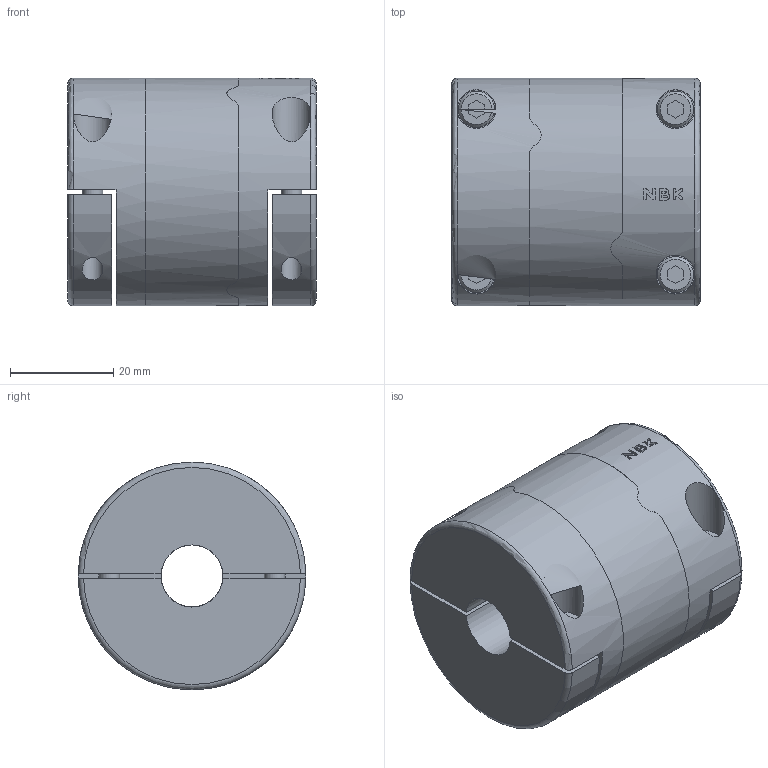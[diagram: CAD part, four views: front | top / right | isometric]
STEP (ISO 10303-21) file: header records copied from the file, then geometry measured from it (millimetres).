
FILE_DESCRIPTION(/* description */ ('STEP AP214'),/* implementation_level */ '2;1');
FILE_NAME(/* name */ 'XGT-44C-12-12',/* time_stamp */ '2024-06-05T11:08:28+02:00',/* author */ ('License CC BY-ND 4.0'),/* organization */ ('CADENAS'),/* preprocessor_version */ 'ST-DEVELOPER v19.3',/* originating_system */ 'PARTsolutions',/* authorisation */ ' ');
FILE_SCHEMA (('AUTOMOTIVE_DESIGN {1 0 10303 214 3 1 1}'));
Length unit declared in the file: millimetre
Products named in the file (4): XGT-44C-12-12; XGT-44C - 12-12 - Hub 1; XGT-44C - 12-12 - Anti-Vibration Rubber; XGT-44C - 12-12 - Hub 2
Assembly tree (3 placements, depth 2):
  XGT-44C-12-12
    XGT-44C - 12-12 - Hub 1
    XGT-44C - 12-12 - Anti-Vibration Rubber
    XGT-44C - 12-12 - Hub 2
Bounding box: 48 x 44 x 44 mm (x, y, z)
Volume: 63794.9 mm3; surface area: 22586.2 mm2
Topology: 3 solids, 3 shells, 163 faces, 395 edges, 261 vertices
Faces by surface type: plane 111, cylinder 44, torus 4, cone 4
Full cylindrical faces by diameter (mm): 4 x8, 4.5 x4, 7 x4, 7.5 x4, 12 x2, 13 x1, 44 x3
Entity records: 4818 total; most frequent: CARTESIAN_POINT 1027, DIRECTION 768, ORIENTED_EDGE 704, EDGE_CURVE 352, AXIS2_PLACEMENT_3D 281, VERTEX_POINT 248, EDGE_LOOP 226, FACE_BOUND 226
